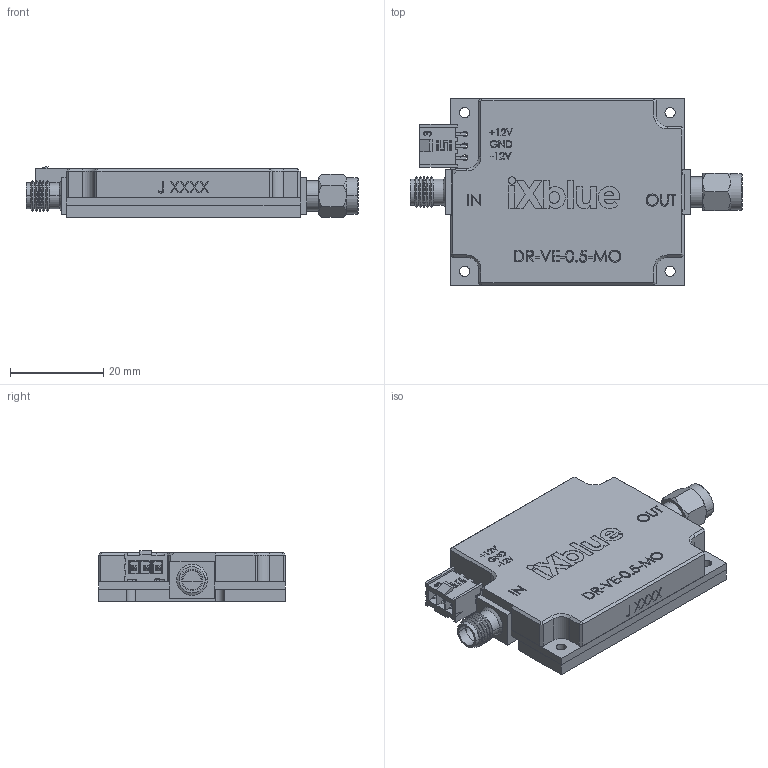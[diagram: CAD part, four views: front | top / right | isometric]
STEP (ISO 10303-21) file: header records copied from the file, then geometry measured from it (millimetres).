
FILE_DESCRIPTION (( 'STEP AP214' ), '1' );
FILE_NAME ('00156092-A.STEP', '2022-08-26T09:09:38', ( '' ), ( '' ), 'SwSTEP 2.0', 'SolidWorks 2021', '' );
FILE_SCHEMA (( 'AUTOMOTIVE_DESIGN' ));
Length unit declared in the file: millimetre
Products named in the file (1): 00156092-A
Bounding box: 71.11 x 40 x 10.89 mm (x, y, z)
Surface area: 11235 mm2 (no closed solid volume)
Topology: 0 solids, 20 shells, 703 faces, 2429 edges, 1719 vertices
Faces by surface type: plane 473, bspline 98, cylinder 83, cone 49
Entity records: 39782 total; most frequent: CARTESIAN_POINT 11994, ORIENTED_EDGE 3955, DIRECTION 3664, EDGE_CURVE 2429, LINE 1918, VECTOR 1918, VERTEX_POINT 1719, AXIS2_PLACEMENT_3D 873
